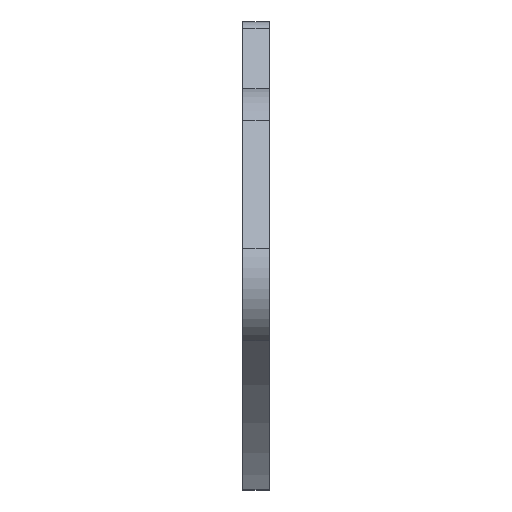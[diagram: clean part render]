
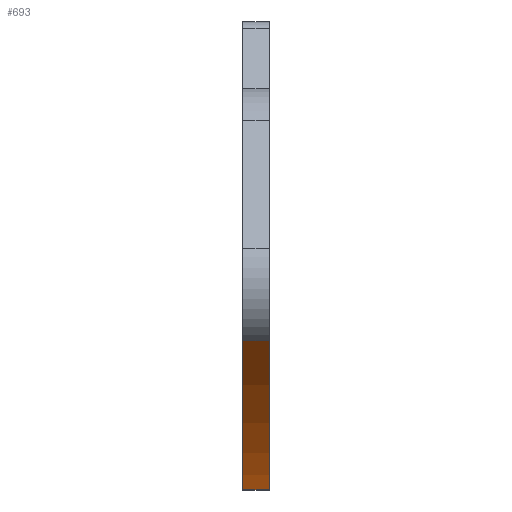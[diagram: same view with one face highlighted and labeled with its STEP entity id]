
A CAD part, left-side view. The second image highlights one B-rep face of the part: STEP entity #693.
In plain terms, the highlighted cylindrical face has radius 320 mm (diameter 640 mm), a partial arc.
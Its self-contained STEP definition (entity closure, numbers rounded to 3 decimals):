
#159=CYLINDRICAL_SURFACE('',#9458,320.);
#199=FACE_OUTER_BOUND('',#2922,.T.);
#693=ADVANCED_FACE('',(#199),#159,.T.);
#1593=CIRCLE('',#9392,320.);
#1627=CIRCLE('',#9427,320.);
#1701=LINE('',#14921,#2171);
#1702=LINE('',#14922,#2172);
#2171=VECTOR('',#10082,1.);
#2172=VECTOR('',#10083,1.);
#2922=EDGE_LOOP('',(#3997,#3998,#3999,#4000));
#3997=ORIENTED_EDGE('',*,*,#7536,.T.);
#3998=ORIENTED_EDGE('',*,*,#7590,.T.);
#3999=ORIENTED_EDGE('',*,*,#7220,.F.);
#4000=ORIENTED_EDGE('',*,*,#7591,.T.);
#6304=VERTEX_POINT('',#12173);
#6305=VERTEX_POINT('',#12175);
#6620=VERTEX_POINT('',#14519);
#6621=VERTEX_POINT('',#14521);
#7220=EDGE_CURVE('',#6304,#6305,#1593,.T.);
#7536=EDGE_CURVE('',#6621,#6620,#1627,.T.);
#7590=EDGE_CURVE('',#6620,#6305,#1701,.T.);
#7591=EDGE_CURVE('',#6304,#6621,#1702,.T.);
#9392=AXIS2_PLACEMENT_3D('',#12174,#9903,#9904);
#9427=AXIS2_PLACEMENT_3D('',#14520,#9988,#9989);
#9458=AXIS2_PLACEMENT_3D('',#14923,#10084,#10085);
#9903=DIRECTION('',(0.,-1.,0.));
#9904=DIRECTION('',(0.932,0.,-0.363));
#9988=DIRECTION('',(0.,-1.,0.));
#9989=DIRECTION('',(0.932,0.,-0.363));
#10082=DIRECTION('',(0.,-1.,0.));
#10083=DIRECTION('',(0.,1.,0.));
#10084=DIRECTION('',(0.,1.,0.));
#10085=DIRECTION('',(0.,0.,1.));
#12173=CARTESIAN_POINT('',(-165.84,-774.,-273.673));
#12174=CARTESIAN_POINT('',(0.,-774.,0.));
#12175=CARTESIAN_POINT('',(-36.493,-774.,-317.912));
#14519=CARTESIAN_POINT('',(-36.493,-766.,-317.912));
#14520=CARTESIAN_POINT('',(0.,-766.,0.));
#14521=CARTESIAN_POINT('',(-165.84,-766.,-273.673));
#14921=CARTESIAN_POINT('',(-36.493,-774.,-317.912));
#14922=CARTESIAN_POINT('',(-165.84,-774.,-273.673));
#14923=CARTESIAN_POINT('',(0.,-774.,0.));
